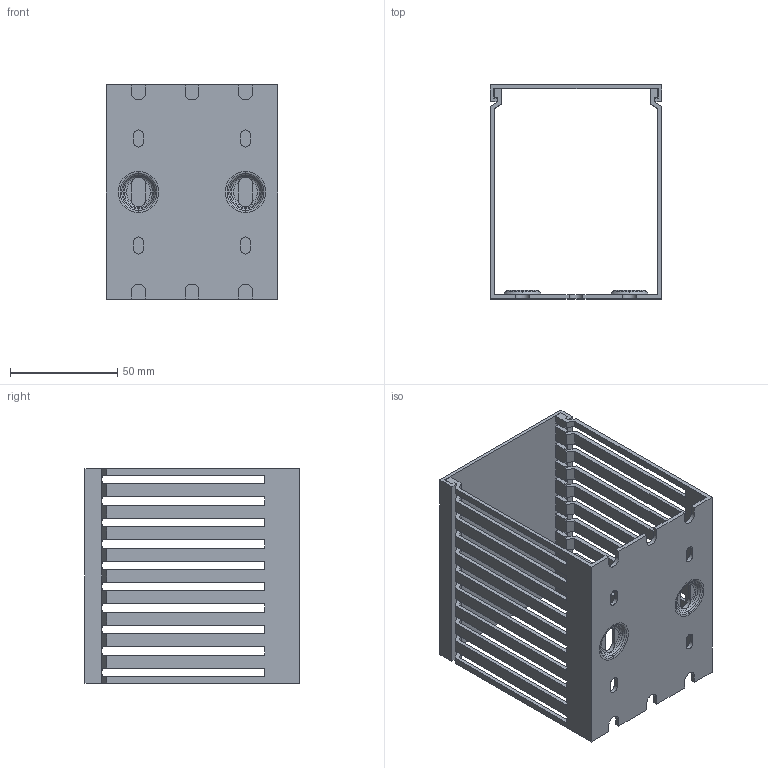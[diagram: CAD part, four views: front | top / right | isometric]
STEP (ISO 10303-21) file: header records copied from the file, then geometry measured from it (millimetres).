
FILE_DESCRIPTION((''),'2;1');
FILE_NAME('ASM0101_ASM','2021-04-01T',('marketing.praksa'),('Audax d.o.o.'),'CREO PARAMETRIC BY PTC INC, 2017480','CREO PARAMETRIC BY PTC INC, 2017480','');
FILE_SCHEMA(('AUTOMOTIVE_DESIGN { 1 0 10303 214 1 1 1 1 }'));
Products named in the file (7): PRT0164_1_1_2_3_4_5_2; PRT0164_1_1_2_3_4_5_1; PRT0164_1_1_2_3_4_5_3; PRT0164_1_1_2_3_4_5_ASM; B80X60__THIN-186492_1_1_2_3_4_5; PRT0137; ASM0101_ASM
Assembly tree (6 placements, depth 3):
  ASM0101_ASM
    PRT0164_1_1_2_3_4_5_ASM
      PRT0164_1_1_2_3_4_5_2
      PRT0164_1_1_2_3_4_5_1
      PRT0164_1_1_2_3_4_5_3
    B80X60__THIN-186492_1_1_2_3_4_5
    PRT0137
Bounding box: 80 x 100 x 100 mm (x, y, z)
Volume: 55701.4 mm3; surface area: 70538.4 mm2
Topology: 5 solids, 5 shells, 509 faces, 1461 edges, 965 vertices
Faces by surface type: plane 411, cylinder 56, torus 34, cone 8
Entity records: 25420 total; most frequent: CARTESIAN_POINT 3423, ORIENTED_EDGE 2922, DIRECTION 2600, PRESENTATION_STYLE_ASSIGNMENT 1975, STYLED_ITEM 1975, CURVE_STYLE 1461, EDGE_CURVE 1461, VECTOR 1114
